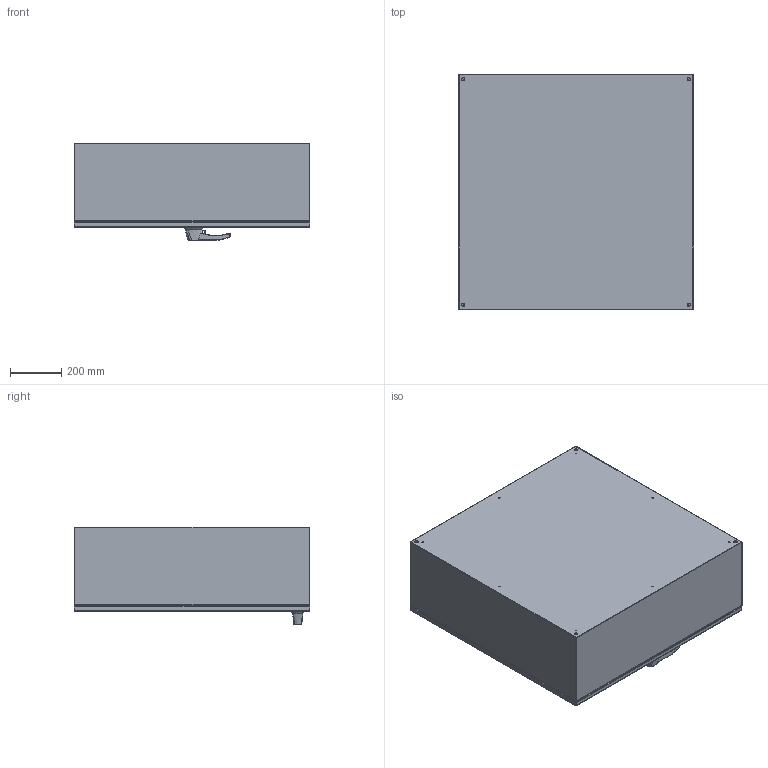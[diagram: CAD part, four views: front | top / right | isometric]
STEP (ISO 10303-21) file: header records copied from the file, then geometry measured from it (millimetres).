
FILE_DESCRIPTION (( 'STEP AP214' ), '1' );
FILE_NAME ('EN4SD363612SSWH.STEP', '2019-10-29T19:31:27', ( '' ), ( '' ), 'SwSTEP 2.0', 'SolidWorks 2019', '' );
FILE_SCHEMA (( 'AUTOMOTIVE_DESIGN' ));
Length unit declared in the file: inch
Products named in the file (1): EN4SD363612SSWH
Bounding box: 914.4 x 914.4 x 379.93 mm (x, y, z)
Volume: 6069268.3 mm3; surface area: 6549672.7 mm2
Topology: 64 solids, 65 shells, 1671 faces, 3973 edges, 2490 vertices
Faces by surface type: plane 727, cylinder 637, bspline 204, cone 65, torus 38
Entity records: 110903 total; most frequent: CARTESIAN_POINT 50994, ORIENTED_EDGE 7896, DIRECTION 7426, EDGE_CURVE 3948, AXIS2_PLACEMENT_3D 2663, VERTEX_POINT 2490, LINE 2100, VECTOR 2100
